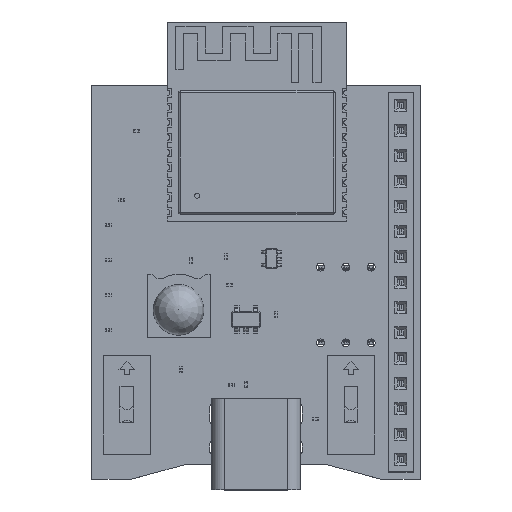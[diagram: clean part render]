
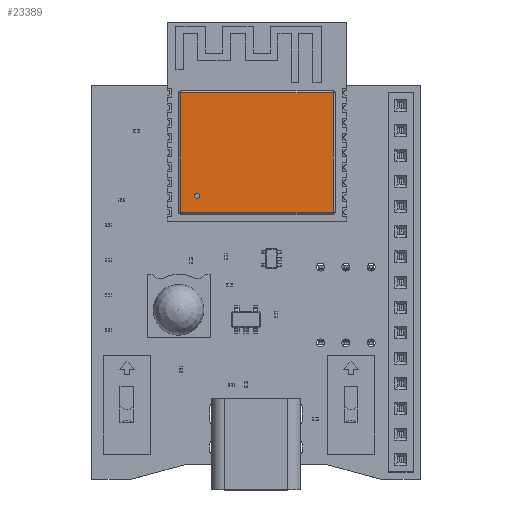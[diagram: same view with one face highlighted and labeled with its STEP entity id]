
A CAD part, top view. The second image highlights one B-rep face of the part: STEP entity #23389.
In plain terms, the highlighted planar face has unit normal (0, 0, 1).
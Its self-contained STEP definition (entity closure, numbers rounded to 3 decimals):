
#23213 = VERTEX_POINT('',#23214);
#23214 = CARTESIAN_POINT('',(-7.65,5.98,3.2));
#23221 = EDGE_CURVE('',#23213,#23222,#23224,.T.);
#23222 = VERTEX_POINT('',#23223);
#23223 = CARTESIAN_POINT('',(7.65,5.98,3.2));
#23224 = LINE('',#23225,#23226);
#23225 = CARTESIAN_POINT('',(-7.85,5.98,3.2));
#23226 = VECTOR('',#23227,1.);
#23227 = DIRECTION('',(1.,0.,0.));
#23389 = ADVANCED_FACE('',(#23390,#23415),#23426,.T.);
#23390 = FACE_BOUND('',#23391,.T.);
#23391 = EDGE_LOOP('',(#23392,#23400,#23401,#23409));
#23392 = ORIENTED_EDGE('',*,*,#23393,.F.);
#23393 = EDGE_CURVE('',#23222,#23394,#23396,.T.);
#23394 = VERTEX_POINT('',#23395);
#23395 = CARTESIAN_POINT('',(7.65,-5.99,3.2));
#23396 = LINE('',#23397,#23398);
#23397 = CARTESIAN_POINT('',(7.65,6.18,3.2));
#23398 = VECTOR('',#23399,1.);
#23399 = DIRECTION('',(0.,-1.,0.));
#23400 = ORIENTED_EDGE('',*,*,#23221,.F.);
#23401 = ORIENTED_EDGE('',*,*,#23402,.F.);
#23402 = EDGE_CURVE('',#23403,#23213,#23405,.T.);
#23403 = VERTEX_POINT('',#23404);
#23404 = CARTESIAN_POINT('',(-7.65,-5.99,3.2));
#23405 = LINE('',#23406,#23407);
#23406 = CARTESIAN_POINT('',(-7.65,-6.19,3.2));
#23407 = VECTOR('',#23408,1.);
#23408 = DIRECTION('',(0.,1.,0.));
#23409 = ORIENTED_EDGE('',*,*,#23410,.F.);
#23410 = EDGE_CURVE('',#23394,#23403,#23411,.T.);
#23411 = LINE('',#23412,#23413);
#23412 = CARTESIAN_POINT('',(7.85,-5.99,3.2));
#23413 = VECTOR('',#23414,1.);
#23414 = DIRECTION('',(-1.,0.,0.));
#23415 = FACE_BOUND('',#23416,.T.);
#23416 = EDGE_LOOP('',(#23417));
#23417 = ORIENTED_EDGE('',*,*,#23418,.F.);
#23418 = EDGE_CURVE('',#23419,#23419,#23421,.T.);
#23419 = VERTEX_POINT('',#23420);
#23420 = CARTESIAN_POINT('',(-5.75,-4.34,3.2));
#23421 = CIRCLE('',#23422,0.25);
#23422 = AXIS2_PLACEMENT_3D('',#23423,#23424,#23425);
#23423 = CARTESIAN_POINT('',(-6.,-4.34,3.2));
#23424 = DIRECTION('',(0.,0.,1.));
#23425 = DIRECTION('',(1.,0.,-0.));
#23426 = PLANE('',#23427);
#23427 = AXIS2_PLACEMENT_3D('',#23428,#23429,#23430);
#23428 = CARTESIAN_POINT('',(0.,-0.005,3.2));
#23429 = DIRECTION('',(0.,0.,1.));
#23430 = DIRECTION('',(1.,0.,-0.));
